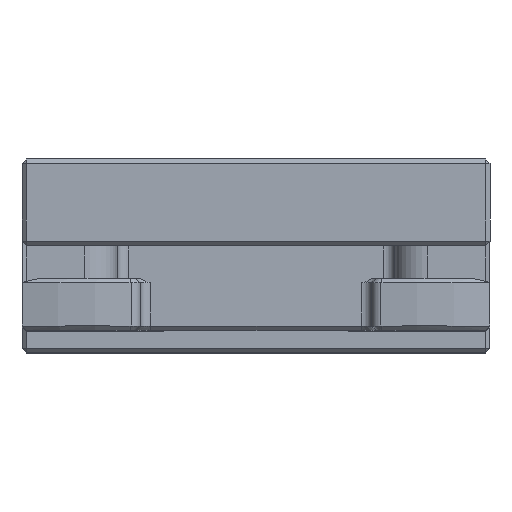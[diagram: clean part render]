
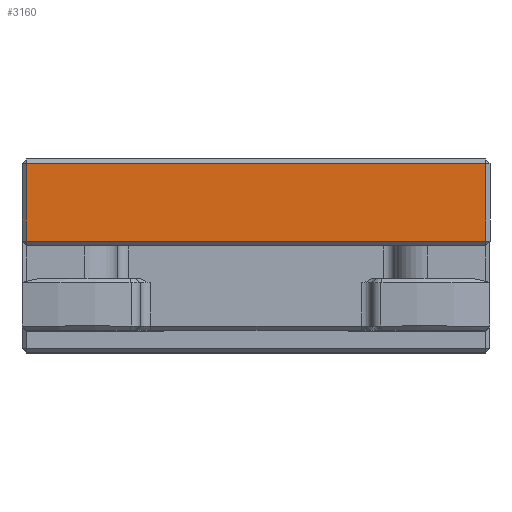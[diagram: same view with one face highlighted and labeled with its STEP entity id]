
A CAD part, top view. The second image highlights one B-rep face of the part: STEP entity #3160.
In plain terms, the highlighted planar face has unit normal (0, 0, 1).
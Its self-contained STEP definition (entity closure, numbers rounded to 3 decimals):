
#150=PLANE('',#3472);
#331=FACE_OUTER_BOUND('',#545,.T.);
#545=EDGE_LOOP('',(#2621,#2622,#2623,#2624));
#789=LINE('',#5073,#1103);
#792=LINE('',#5079,#1106);
#795=LINE('',#5083,#1109);
#797=LINE('',#5087,#1111);
#1103=VECTOR('',#4074,10.);
#1106=VECTOR('',#4081,10.);
#1109=VECTOR('',#4086,10.);
#1111=VECTOR('',#4092,10.);
#1562=VERTEX_POINT('',#5047);
#1563=VERTEX_POINT('',#5051);
#1566=VERTEX_POINT('',#5058);
#1568=VERTEX_POINT('',#5067);
#1908=EDGE_CURVE('',#1568,#1566,#789,.T.);
#1911=EDGE_CURVE('',#1563,#1568,#792,.T.);
#1914=EDGE_CURVE('',#1566,#1562,#795,.T.);
#1916=EDGE_CURVE('',#1562,#1563,#797,.T.);
#2621=ORIENTED_EDGE('',*,*,#1908,.F.);
#2622=ORIENTED_EDGE('',*,*,#1911,.F.);
#2623=ORIENTED_EDGE('',*,*,#1916,.F.);
#2624=ORIENTED_EDGE('',*,*,#1914,.F.);
#3160=ADVANCED_FACE('',(#331),#150,.T.);
#3472=AXIS2_PLACEMENT_3D('',#5174,#4185,#4186);
#4074=DIRECTION('',(0.,-1.,0.));
#4081=DIRECTION('',(1.,0.,0.));
#4086=DIRECTION('',(-1.,0.,0.));
#4092=DIRECTION('',(0.,1.,0.));
#4185=DIRECTION('center_axis',(0.,0.,1.));
#4186=DIRECTION('ref_axis',(0.,1.,0.));
#5047=CARTESIAN_POINT('',(-15.4,-21.2,0.));
#5051=CARTESIAN_POINT('',(-15.4,21.2,0.));
#5058=CARTESIAN_POINT('',(-8.2,-21.2,0.));
#5067=CARTESIAN_POINT('',(-8.2,21.2,0.));
#5073=CARTESIAN_POINT('',(-8.2,-10.8,0.));
#5079=CARTESIAN_POINT('',(-3.9,21.2,0.));
#5083=CARTESIAN_POINT('',(-3.9,-21.2,0.));
#5087=CARTESIAN_POINT('',(-15.4,-10.8,0.));
#5174=CARTESIAN_POINT('Origin',(-7.8,-21.6,0.));
